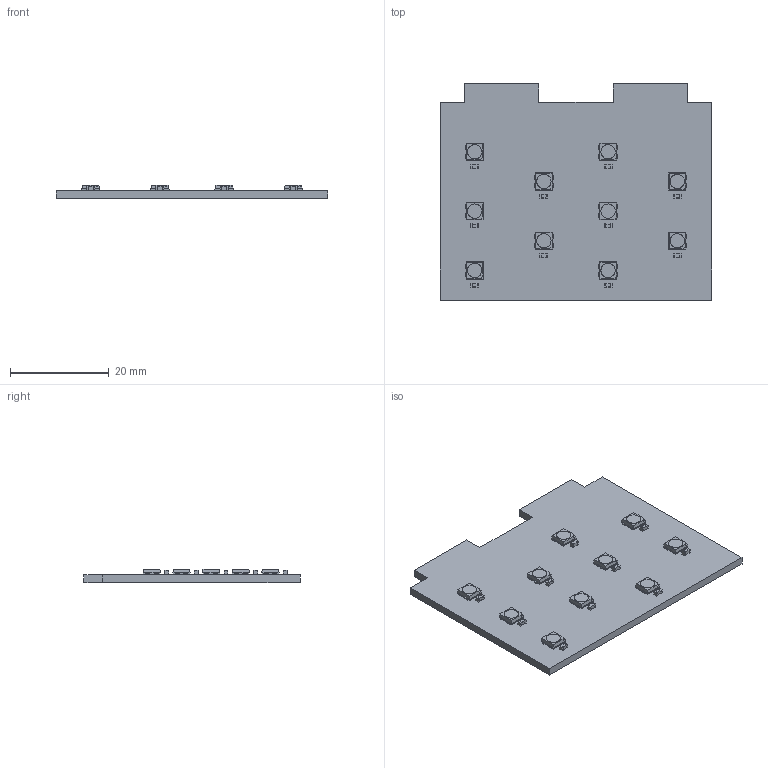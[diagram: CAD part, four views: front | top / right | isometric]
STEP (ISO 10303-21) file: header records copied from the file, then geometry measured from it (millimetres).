
FILE_DESCRIPTION(('KiCad electronic assembly'),'2;1');
FILE_NAME('badger-badge-leds.step','2019-10-16T20:14:07',('An Author'),( 'A Company'),'Open CASCADE STEP processor 6.9', 'KiCad to STEP converter','Unknown');
FILE_SCHEMA(('AUTOMOTIVE_DESIGN { 1 0 10303 214 1 1 1 1 }'));
Length unit declared in the file: millimetre
Products named in the file (6): Open CASCADE STEP translator 6.9 1; SMD3535_RGB; COMPOUND; C_0603_1608Metric; SOLID
Assembly tree (23 placements, depth 3):
  Open CASCADE STEP translator 6.9 1
    SMD3535_RGB  x10
      COMPOUND
    C_0603_1608Metric  x10
      SOLID
    SOLID
Bounding box: 55 x 43.75 x 2.65 mm (x, y, z)
Volume: 3825.6 mm3; surface area: 5798.3 mm2
Topology: 341 solids, 341 shells, 6264 faces, 13776 edges, 8114 vertices
Faces by surface type: plane 2284, cylinder 2210, torus 1070, sphere 600, bspline 70, cone 30
Full cylindrical faces by diameter (mm): 0.025 x250
Entity records: 51328 total; most frequent: CARTESIAN_POINT 22374, DIRECTION 5354, ORIENTED_EDGE 2814, PCURVE 2814, DEFINITIONAL_REPRESENTATION 2814, LINE 2650, VECTOR 2650, EDGE_CURVE 1407
